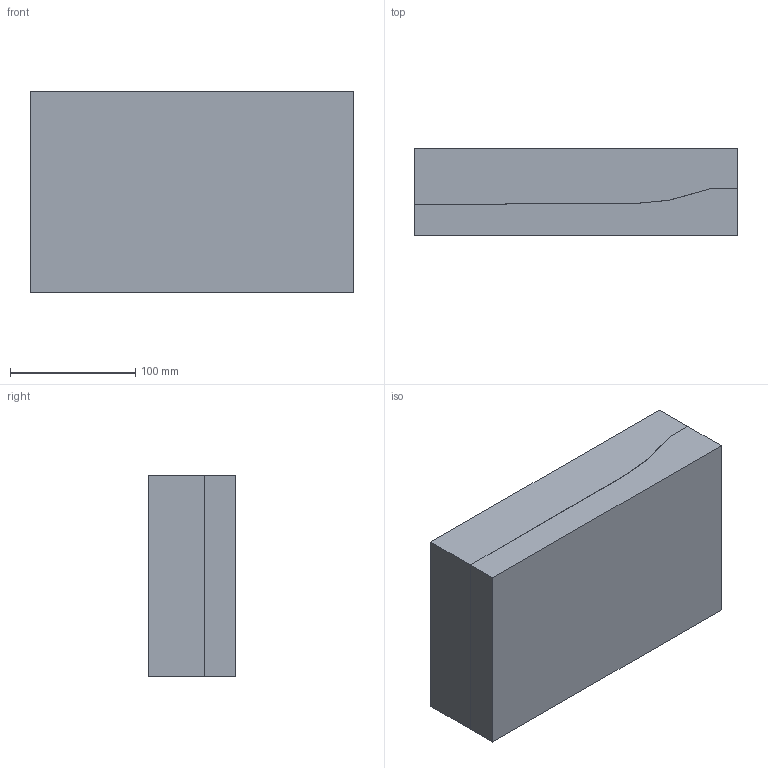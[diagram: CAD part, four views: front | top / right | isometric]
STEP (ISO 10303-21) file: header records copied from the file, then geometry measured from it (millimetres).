
FILE_DESCRIPTION(/* description */ (''),/* implementation_level */ '2;1');
FILE_NAME(/* name */ '2.stp',/* time_stamp */ '2015-11-20T13:29:02+02:00',/* author */ (''),/* organization */ (''),/* preprocessor_version */ 'ST-DEVELOPER v15',/* originating_system */ 'SIEMENS PLM Software NX 9.0',/* authorisation */ '');
FILE_SCHEMA (('AUTOMOTIVE_DESIGN { 1 0 10303 214 3 1 1 1 }'));
Products named in the file (1): Dell0C5881A33sxv
Bounding box: 258.53 x 70 x 160.74 mm (x, y, z)
Volume: 2908789.7 mm3; surface area: 249284.1 mm2
Topology: 3 solids, 3 shells, 632 faces, 1727 edges, 1157 vertices
Faces by surface type: bspline 468, plane 156, cylinder 4, extrusion 4
Entity records: 42286 total; most frequent: CARTESIAN_POINT 30933, ORIENTED_EDGE 3454, EDGE_CURVE 1727, B_SPLINE_CURVE_WITH_KNOTS 1668, VERTEX_POINT 1158, EDGE_LOOP 688, ADVANCED_FACE 632, FACE_OUTER_BOUND 626
